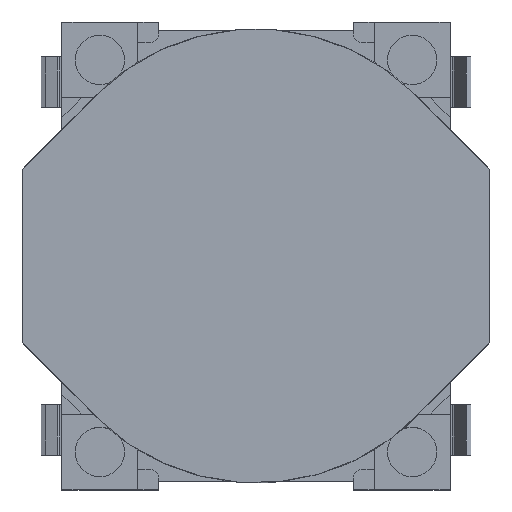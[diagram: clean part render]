
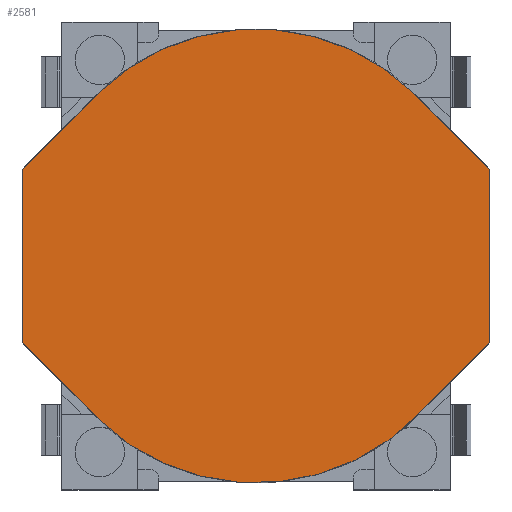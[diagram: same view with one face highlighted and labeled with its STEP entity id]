
A CAD part, top view. The second image highlights one B-rep face of the part: STEP entity #2581.
In plain terms, the highlighted planar face has unit normal (0, 0, 1).
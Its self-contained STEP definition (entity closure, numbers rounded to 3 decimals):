
#145=PLANE('',#2801);
#288=FACE_OUTER_BOUND('',#433,.T.);
#433=EDGE_LOOP('',(#2379,#2380,#2381,#2382,#2383,#2384,#2385,#2386));
#733=LINE('',#4237,#1035);
#734=LINE('',#4241,#1036);
#735=LINE('',#4243,#1037);
#736=LINE('',#4245,#1038);
#737=LINE('',#4249,#1039);
#738=LINE('',#4250,#1040);
#1035=VECTOR('',#3479,10.);
#1036=VECTOR('',#3482,10.);
#1037=VECTOR('',#3483,10.);
#1038=VECTOR('',#3484,10.);
#1039=VECTOR('',#3487,10.);
#1040=VECTOR('',#3488,10.);
#1109=CIRCLE('',#2802,1.795);
#1110=CIRCLE('',#2803,1.795);
#1342=VERTEX_POINT('',#4235);
#1343=VERTEX_POINT('',#4236);
#1344=VERTEX_POINT('',#4238);
#1345=VERTEX_POINT('',#4240);
#1346=VERTEX_POINT('',#4242);
#1347=VERTEX_POINT('',#4244);
#1348=VERTEX_POINT('',#4246);
#1349=VERTEX_POINT('',#4248);
#1695=EDGE_CURVE('',#1342,#1343,#733,.T.);
#1696=EDGE_CURVE('',#1344,#1342,#1109,.T.);
#1697=EDGE_CURVE('',#1345,#1344,#734,.T.);
#1698=EDGE_CURVE('',#1346,#1345,#735,.T.);
#1699=EDGE_CURVE('',#1347,#1346,#736,.T.);
#1700=EDGE_CURVE('',#1348,#1347,#1110,.T.);
#1701=EDGE_CURVE('',#1349,#1348,#737,.T.);
#1702=EDGE_CURVE('',#1343,#1349,#738,.T.);
#2379=ORIENTED_EDGE('',*,*,#1695,.F.);
#2380=ORIENTED_EDGE('',*,*,#1696,.F.);
#2381=ORIENTED_EDGE('',*,*,#1697,.F.);
#2382=ORIENTED_EDGE('',*,*,#1698,.F.);
#2383=ORIENTED_EDGE('',*,*,#1699,.F.);
#2384=ORIENTED_EDGE('',*,*,#1700,.F.);
#2385=ORIENTED_EDGE('',*,*,#1701,.F.);
#2386=ORIENTED_EDGE('',*,*,#1702,.F.);
#2581=ADVANCED_FACE('',(#288),#145,.T.);
#2801=AXIS2_PLACEMENT_3D('',#4234,#3477,#3478);
#2802=AXIS2_PLACEMENT_3D('',#4239,#3480,#3481);
#2803=AXIS2_PLACEMENT_3D('',#4247,#3485,#3486);
#3477=DIRECTION('center_axis',(0.,0.,
1.));
#3478=DIRECTION('ref_axis',(1.,0.,0.));
#3479=DIRECTION('',(0.707,-0.707,0.));
#3480=DIRECTION('center_axis',(0.,0.,
-1.));
#3481=DIRECTION('ref_axis',(-0.696,-0.718,0.));
#3482=DIRECTION('',(0.707,0.707,0.));
#3483=DIRECTION('',(0.,1.,0.));
#3484=DIRECTION('',(-0.707,0.707,0.));
#3485=DIRECTION('center_axis',(0.,0.,
-1.));
#3486=DIRECTION('ref_axis',(0.696,0.718,0.));
#3487=DIRECTION('',(-0.707,-0.707,0.));
#3488=DIRECTION('',(0.,-1.,0.));
#4234=CARTESIAN_POINT('Origin',(0.,0.,
0.173));
#4235=CARTESIAN_POINT('',(1.249,1.288,0.173));
#4236=CARTESIAN_POINT('',(1.85,0.687,0.173));
#4237=CARTESIAN_POINT('',(1.249,1.288,0.173));
#4238=CARTESIAN_POINT('',(-1.249,1.288,0.173));
#4239=CARTESIAN_POINT('Origin',(0.,0.,
0.173));
#4240=CARTESIAN_POINT('',(-1.85,0.687,0.173));
#4241=CARTESIAN_POINT('',(-1.85,0.687,0.173));
#4242=CARTESIAN_POINT('',(-1.85,-0.687,0.173));
#4243=CARTESIAN_POINT('',(-1.85,-0.687,0.173));
#4244=CARTESIAN_POINT('',(-1.249,-1.288,0.173));
#4245=CARTESIAN_POINT('',(-1.249,-1.288,0.173));
#4246=CARTESIAN_POINT('',(1.288,-1.249,0.173));
#4247=CARTESIAN_POINT('Origin',(0.,0.,
0.173));
#4248=CARTESIAN_POINT('',(1.85,-0.688,0.173));
#4249=CARTESIAN_POINT('',(1.85,-0.688,0.173));
#4250=CARTESIAN_POINT('',(1.85,0.687,0.173));
